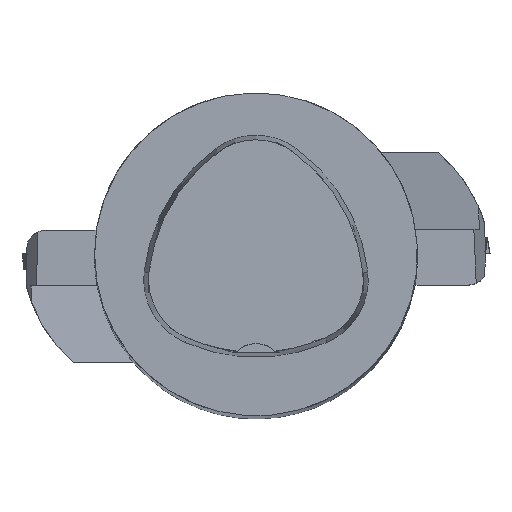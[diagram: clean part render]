
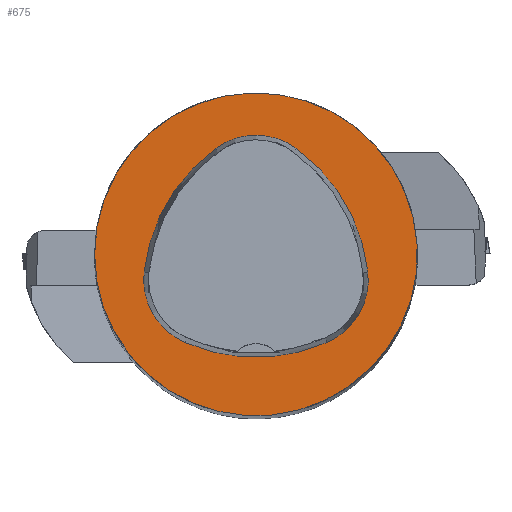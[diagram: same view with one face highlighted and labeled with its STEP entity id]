
A CAD part, top view. The second image highlights one B-rep face of the part: STEP entity #675.
In plain terms, the highlighted planar face has unit normal (0, 0, 1).
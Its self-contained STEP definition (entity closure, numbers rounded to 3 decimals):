
#306=FACE_BOUND('',#1191,.T.);
#307=FACE_BOUND('',#1192,.T.);
#519=CIRCLE('',#3885,40.);
#526=CIRCLE('',#3903,44.);
#528=CIRCLE('',#3906,17.);
#530=CIRCLE('',#3909,44.);
#532=CIRCLE('',#3912,17.);
#536=CIRCLE('',#3917,44.);
#538=CIRCLE('',#3920,17.);
#675=ADVANCED_FACE('',(#306,#307),#820,.T.);
#820=PLANE('',#3925);
#1191=EDGE_LOOP('',(#1923,#1924,#1925,#1926,#1927,#1928));
#1192=EDGE_LOOP('',(#1929));
#1923=ORIENTED_EDGE('',*,*,#2866,.T.);
#1924=ORIENTED_EDGE('',*,*,#2846,.T.);
#1925=ORIENTED_EDGE('',*,*,#2850,.T.);
#1926=ORIENTED_EDGE('',*,*,#2853,.T.);
#1927=ORIENTED_EDGE('',*,*,#2856,.T.);
#1928=ORIENTED_EDGE('',*,*,#2864,.T.);
#1929=ORIENTED_EDGE('',*,*,#2813,.F.);
#2403=VERTEX_POINT('',#5927);
#2436=VERTEX_POINT('',#6034);
#2437=VERTEX_POINT('',#6035);
#2440=VERTEX_POINT('',#6043);
#2442=VERTEX_POINT('',#6049);
#2444=VERTEX_POINT('',#6055);
#2451=VERTEX_POINT('',#6076);
#2813=EDGE_CURVE('',#2403,#2403,#519,.T.);
#2846=EDGE_CURVE('',#2436,#2437,#526,.T.);
#2850=EDGE_CURVE('',#2437,#2440,#528,.T.);
#2853=EDGE_CURVE('',#2440,#2442,#530,.T.);
#2856=EDGE_CURVE('',#2442,#2444,#532,.T.);
#2864=EDGE_CURVE('',#2444,#2451,#536,.T.);
#2866=EDGE_CURVE('',#2451,#2436,#538,.T.);
#3885=AXIS2_PLACEMENT_3D('',#5926,#4574,#4575);
#3903=AXIS2_PLACEMENT_3D('',#6033,#4622,#4623);
#3906=AXIS2_PLACEMENT_3D('',#6042,#4630,#4631);
#3909=AXIS2_PLACEMENT_3D('',#6048,#4637,#4638);
#3912=AXIS2_PLACEMENT_3D('',#6054,#4644,#4645);
#3917=AXIS2_PLACEMENT_3D('',#6077,#4656,#4657);
#3920=AXIS2_PLACEMENT_3D('',#6080,#4662,#4663);
#3925=AXIS2_PLACEMENT_3D('',#6085,#4672,#4673);
#4574=DIRECTION('',(0.,0.,-1.));
#4575=DIRECTION('',(-1.,0.,0.));
#4622=DIRECTION('',(0.,0.,-1.));
#4623=DIRECTION('',(-1.,0.,0.));
#4630=DIRECTION('',(0.,0.,-1.));
#4631=DIRECTION('',(-1.,0.,0.));
#4637=DIRECTION('',(0.,0.,-1.));
#4638=DIRECTION('',(-1.,0.,0.));
#4644=DIRECTION('',(0.,0.,-1.));
#4645=DIRECTION('',(-1.,0.,0.));
#4656=DIRECTION('',(0.,0.,-1.));
#4657=DIRECTION('',(-1.,0.,0.));
#4662=DIRECTION('',(0.,0.,-1.));
#4663=DIRECTION('',(-1.,0.,0.));
#4672=DIRECTION('',(0.,0.,1.));
#4673=DIRECTION('',(-1.,0.,0.));
#5926=CARTESIAN_POINT('',(0.,0.,0.));
#5927=CARTESIAN_POINT('',(-40.,0.,0.));
#6033=CARTESIAN_POINT('',(16.01,-9.224,0.));
#6034=CARTESIAN_POINT('',(-27.722,-4.378,0.));
#6035=CARTESIAN_POINT('',(-10.119,26.178,0.));
#6042=CARTESIAN_POINT('',(-0.023,12.5,0.));
#6043=CARTESIAN_POINT('',(10.049,26.194,0.));
#6048=CARTESIAN_POINT('',(-16.021,-9.25,0.));
#6049=CARTESIAN_POINT('',(27.71,-4.394,0.));
#6054=CARTESIAN_POINT('',(10.814,-6.27,0.));
#6055=CARTESIAN_POINT('',(17.611,-21.852,0.));
#6076=CARTESIAN_POINT('',(-17.652,-21.819,0.));
#6077=CARTESIAN_POINT('',(0.017,18.477,0.));
#6080=CARTESIAN_POINT('',(-10.825,-6.25,0.));
#6085=CARTESIAN_POINT('',(0.,0.,0.));
